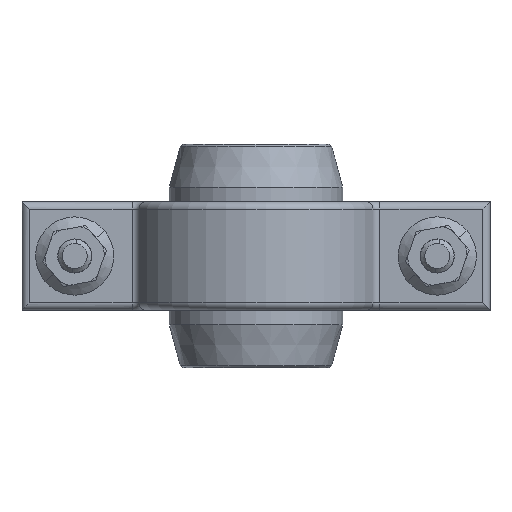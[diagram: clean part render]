
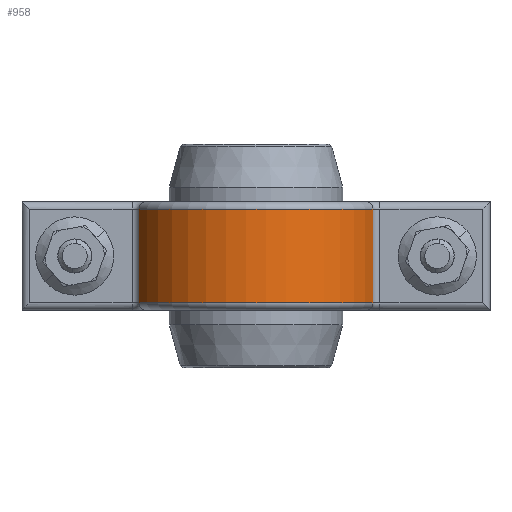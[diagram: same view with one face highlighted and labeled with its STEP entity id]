
A CAD part, front view. The second image highlights one B-rep face of the part: STEP entity #958.
In plain terms, the highlighted cylindrical face has radius 22.092 mm (diameter 44.185 mm), a partial arc.
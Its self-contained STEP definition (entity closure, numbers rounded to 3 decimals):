
#643 = ORIENTED_EDGE ( 'NONE', *, *, #951, .T. ) ;
#783 = VERTEX_POINT ( 'NONE', #2612 ) ;
#784 = VERTEX_POINT ( 'NONE', #2611 ) ;
#785 = ORIENTED_EDGE ( 'NONE', *, *, #786, .T. ) ;
#786 = EDGE_CURVE ( 'NONE', #784, #787, #2720, .T. ) ;
#787 = VERTEX_POINT ( 'NONE', #2716 ) ;
#788 = ORIENTED_EDGE ( 'NONE', *, *, #789, .T. ) ;
#789 = EDGE_CURVE ( 'NONE', #787, #790, #2715, .T. ) ;
#790 = VERTEX_POINT ( 'NONE', #2710 ) ;
#951 = EDGE_CURVE ( 'NONE', #790, #783, #2943, .T. ) ;
#958 = ADVANCED_FACE ( 'NONE', ( #2947 ), #2945, .T. ) ;
#959 = EDGE_LOOP ( 'NONE', ( #960, #785, #788, #643 ) ) ;
#960 = ORIENTED_EDGE ( 'NONE', *, *, #961, .T. ) ;
#961 = EDGE_CURVE ( 'NONE', #783, #784, #3019, .T. ) ;
#2611 = CARTESIAN_POINT ( 'NONE',  ( -20.931, 7.069, -8.379 ) ) ;
#2612 = CARTESIAN_POINT ( 'NONE',  ( 20.931, 7.069, -8.379 ) ) ;
#2710 = CARTESIAN_POINT ( 'NONE',  ( 20.931, 7.069, 8.379 ) ) ;
#2711 = DIRECTION ( 'NONE',  ( 1., 0., 0. ) ) ;
#2712 = DIRECTION ( 'NONE',  ( 0., 0., -1. ) ) ;
#2713 = CARTESIAN_POINT ( 'NONE',  ( 0., 0., 8.379 ) ) ;
#2714 = AXIS2_PLACEMENT_3D ( 'NONE', #2713, #2712, #2711 ) ;
#2715 = CIRCLE ( 'NONE', #2714, 22.092 ) ;
#2716 = CARTESIAN_POINT ( 'NONE',  ( -20.931, 7.069, 8.379 ) ) ;
#2717 = DIRECTION ( 'NONE',  ( 0., 0., 1. ) ) ;
#2718 = VECTOR ( 'NONE', #2717, 1000. ) ;
#2719 = CARTESIAN_POINT ( 'NONE',  ( -20.931, 7.069, 96.204 ) ) ;
#2720 = LINE ( 'NONE', #2719, #2718 ) ;
#2940 = DIRECTION ( 'NONE',  ( 0., 0., -1. ) ) ;
#2941 = VECTOR ( 'NONE', #2940, 1000. ) ;
#2942 = CARTESIAN_POINT ( 'NONE',  ( 20.931, 7.069, 96.204 ) ) ;
#2943 = LINE ( 'NONE', #2942, #2941 ) ;
#2944 = AXIS2_PLACEMENT_3D ( 'NONE', #2946, #3021, #3020 ) ;
#2945 = CYLINDRICAL_SURFACE ( 'NONE', #2944, 22.092 ) ;
#2946 = CARTESIAN_POINT ( 'NONE',  ( 0., 0., 96.204 ) ) ;
#2947 = FACE_OUTER_BOUND ( 'NONE', #959, .T. ) ;
#3015 = DIRECTION ( 'NONE',  ( 1., 0., 0. ) ) ;
#3016 = DIRECTION ( 'NONE',  ( 0., 0., 1. ) ) ;
#3017 = CARTESIAN_POINT ( 'NONE',  ( 0., 0., -8.379 ) ) ;
#3018 = AXIS2_PLACEMENT_3D ( 'NONE', #3017, #3016, #3015 ) ;
#3019 = CIRCLE ( 'NONE', #3018, 22.092 ) ;
#3020 = DIRECTION ( 'NONE',  ( -1., 0., 0. ) ) ;
#3021 = DIRECTION ( 'NONE',  ( 0., 0., -1. ) ) ;
